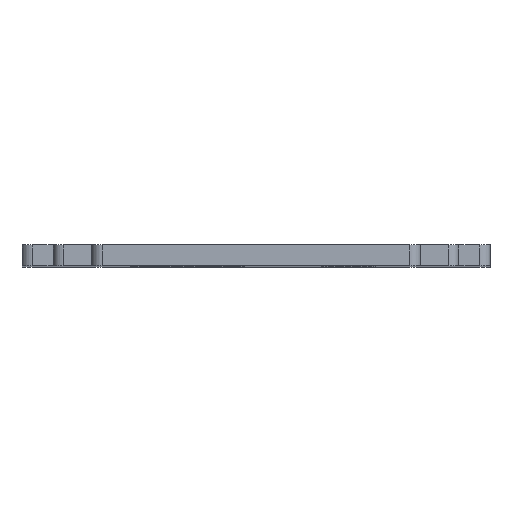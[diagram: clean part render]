
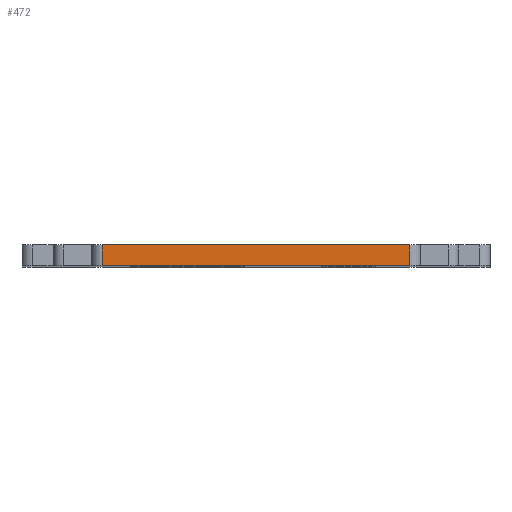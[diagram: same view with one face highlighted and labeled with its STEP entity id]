
A CAD part, top view. The second image highlights one B-rep face of the part: STEP entity #472.
In plain terms, the highlighted planar face has unit normal (0, 0, 1).
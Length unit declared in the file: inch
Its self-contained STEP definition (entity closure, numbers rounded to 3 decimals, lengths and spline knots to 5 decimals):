
#137 = AXIS2_PLACEMENT_3D ( 'NONE', #1170, #672, #1400 ) ;
#160 = VERTEX_POINT ( 'NONE', #197 ) ;
#197 = CARTESIAN_POINT ( 'NONE',  ( -0.73685, 0., 2.185 ) ) ;
#444 = DIRECTION ( 'NONE',  ( 0., 1., 0. ) ) ;
#454 = VECTOR ( 'NONE', #1223, 39.37008 ) ;
#472 = ADVANCED_FACE ( 'NONE', ( #572 ), #902, .T. ) ;
#519 = CARTESIAN_POINT ( 'NONE',  ( -1.1215, 0., 2.185 ) ) ;
#535 = EDGE_CURVE ( 'NONE', #1326, #900, #1538, .T. ) ;
#572 = FACE_OUTER_BOUND ( 'NONE', #1255, .T. ) ;
#603 = EDGE_CURVE ( 'NONE', #900, #631, #727, .T. ) ;
#612 = CARTESIAN_POINT ( 'NONE',  ( -0.73685, 0.1, 2.185 ) ) ;
#614 = EDGE_CURVE ( 'NONE', #631, #160, #704, .T. ) ;
#631 = VERTEX_POINT ( 'NONE', #1568 ) ;
#672 = DIRECTION ( 'NONE',  ( 0., 0., 1. ) ) ;
#704 = LINE ( 'NONE', #612, #454 ) ;
#727 = LINE ( 'NONE', #831, #1139 ) ;
#831 = CARTESIAN_POINT ( 'NONE',  ( -1.1215, 0.1, 2.185 ) ) ;
#853 = LINE ( 'NONE', #519, #1091 ) ;
#900 = VERTEX_POINT ( 'NONE', #1315 ) ;
#902 = PLANE ( 'NONE',  #137 ) ;
#909 = ORIENTED_EDGE ( 'NONE', *, *, #614, .T. ) ;
#936 = CARTESIAN_POINT ( 'NONE',  ( 0.73685, 0.1, 2.185 ) ) ;
#971 = DIRECTION ( 'NONE',  ( -1., 0., 0. ) ) ;
#982 = DIRECTION ( 'NONE',  ( -1., 0., 0. ) ) ;
#1071 = CARTESIAN_POINT ( 'NONE',  ( 0.73685, 0., 2.185 ) ) ;
#1091 = VECTOR ( 'NONE', #982, 39.37008 ) ;
#1096 = EDGE_CURVE ( 'NONE', #1326, #160, #853, .T. ) ;
#1139 = VECTOR ( 'NONE', #971, 39.37008 ) ;
#1170 = CARTESIAN_POINT ( 'NONE',  ( -1.1215, 0.1, 2.185 ) ) ;
#1222 = ORIENTED_EDGE ( 'NONE', *, *, #535, .T. ) ;
#1223 = DIRECTION ( 'NONE',  ( 0., -1., 0. ) ) ;
#1255 = EDGE_LOOP ( 'NONE', ( #1453, #909, #1495, #1222 ) ) ;
#1315 = CARTESIAN_POINT ( 'NONE',  ( 0.73685, 0.1, 2.185 ) ) ;
#1326 = VERTEX_POINT ( 'NONE', #1071 ) ;
#1400 = DIRECTION ( 'NONE',  ( 1., 0., 0. ) ) ;
#1447 = VECTOR ( 'NONE', #444, 39.37008 ) ;
#1453 = ORIENTED_EDGE ( 'NONE', *, *, #603, .T. ) ;
#1495 = ORIENTED_EDGE ( 'NONE', *, *, #1096, .F. ) ;
#1538 = LINE ( 'NONE', #936, #1447 ) ;
#1568 = CARTESIAN_POINT ( 'NONE',  ( -0.73685, 0.1, 2.185 ) ) ;
